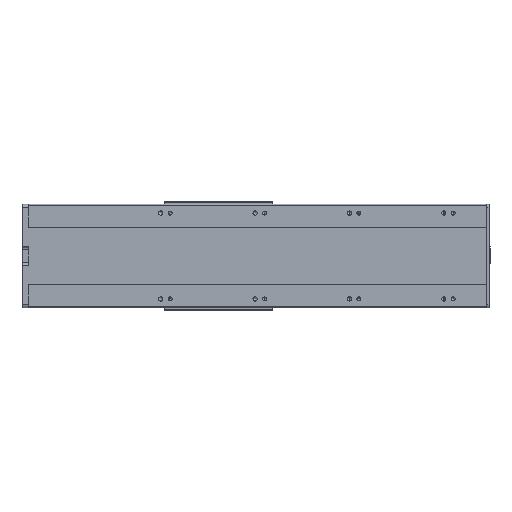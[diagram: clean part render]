
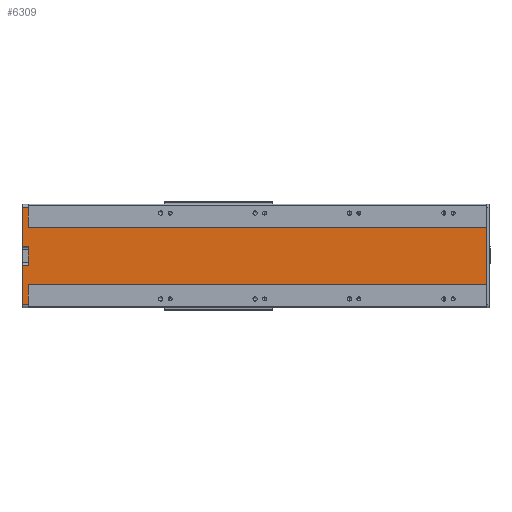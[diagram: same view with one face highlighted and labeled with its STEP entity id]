
A CAD part, front view. The second image highlights one B-rep face of the part: STEP entity #6309.
In plain terms, the highlighted planar face has unit normal (0, -1, 0).
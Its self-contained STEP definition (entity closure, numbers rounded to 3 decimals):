
#115 = CARTESIAN_POINT ( 'NONE',  ( 13., 1., 20. ) ) ;
#203 = FACE_OUTER_BOUND ( 'NONE', #18601, .T. ) ;
#378 = VERTEX_POINT ( 'NONE', #23913 ) ;
#414 = EDGE_CURVE ( 'NONE', #15483, #378, #18220, .T. ) ;
#471 = VERTEX_POINT ( 'NONE', #8725 ) ;
#565 = CARTESIAN_POINT ( 'NONE',  ( 984., 1., 60. ) ) ;
#1659 = ORIENTED_EDGE ( 'NONE', *, *, #21937, .T. ) ;
#1740 = VECTOR ( 'NONE', #3831, 1000. ) ;
#1867 = DIRECTION ( 'NONE',  ( 0., 1., 0. ) ) ;
#2292 = DIRECTION ( 'NONE',  ( -1., 0., 0. ) ) ;
#2941 = VERTEX_POINT ( 'NONE', #20670 ) ;
#3179 = DIRECTION ( 'NONE',  ( 0., 0., -1. ) ) ;
#3256 = VECTOR ( 'NONE', #15070, 1000. ) ;
#3300 = LINE ( 'NONE', #9212, #20292 ) ;
#3376 = VERTEX_POINT ( 'NONE', #20884 ) ;
#3421 = CARTESIAN_POINT ( 'NONE',  ( 0., 1., 103.5 ) ) ;
#3500 = CARTESIAN_POINT ( 'NONE',  ( 13., 1., 104. ) ) ;
#3693 = CARTESIAN_POINT ( 'NONE',  ( 984., 1., -60. ) ) ;
#3730 = VECTOR ( 'NONE', #2292, 1000. ) ;
#3831 = DIRECTION ( 'NONE',  ( -1., 0., 0. ) ) ;
#4863 = DIRECTION ( 'NONE',  ( -1., 0., 0. ) ) ;
#4945 = LINE ( 'NONE', #18559, #12631 ) ;
#5064 = EDGE_CURVE ( 'NONE', #17719, #471, #19298, .T. ) ;
#5502 = LINE ( 'NONE', #3693, #1740 ) ;
#5812 = CARTESIAN_POINT ( 'NONE',  ( 984., 1., 60. ) ) ;
#5847 = CARTESIAN_POINT ( 'NONE',  ( 984., 1., 60. ) ) ;
#6309 = ADVANCED_FACE ( 'NONE', ( #203 ), #15593, .F. ) ;
#6374 = VERTEX_POINT ( 'NONE', #18534 ) ;
#7237 = LINE ( 'NONE', #20767, #3256 ) ;
#7529 = CARTESIAN_POINT ( 'NONE',  ( 13., 1., -60. ) ) ;
#7577 = EDGE_CURVE ( 'NONE', #15483, #16313, #23295, .T. ) ;
#7732 = ORIENTED_EDGE ( 'NONE', *, *, #16194, .F. ) ;
#7852 = VECTOR ( 'NONE', #4863, 1000. ) ;
#7927 = AXIS2_PLACEMENT_3D ( 'NONE', #5847, #1867, #9680 ) ;
#8512 = DIRECTION ( 'NONE',  ( 0., 0., -1. ) ) ;
#8725 = CARTESIAN_POINT ( 'NONE',  ( 984., 1., -60. ) ) ;
#8735 = ORIENTED_EDGE ( 'NONE', *, *, #5064, .F. ) ;
#9190 = CARTESIAN_POINT ( 'NONE',  ( 13., 1., -103.5 ) ) ;
#9212 = CARTESIAN_POINT ( 'NONE',  ( 13., 1., 103.5 ) ) ;
#9504 = DIRECTION ( 'NONE',  ( 0., 0., 1. ) ) ;
#9680 = DIRECTION ( 'NONE',  ( 1., 0., 0. ) ) ;
#9783 = VECTOR ( 'NONE', #19289, 1000. ) ;
#10595 = CARTESIAN_POINT ( 'NONE',  ( 13., 1., 20. ) ) ;
#10748 = VERTEX_POINT ( 'NONE', #3421 ) ;
#11065 = ORIENTED_EDGE ( 'NONE', *, *, #7577, .T. ) ;
#11311 = CARTESIAN_POINT ( 'NONE',  ( 0., 1., 103.5 ) ) ;
#11663 = CARTESIAN_POINT ( 'NONE',  ( 13., 1., 60. ) ) ;
#11682 = EDGE_CURVE ( 'NONE', #22410, #6374, #23642, .T. ) ;
#12020 = ORIENTED_EDGE ( 'NONE', *, *, #25407, .T. ) ;
#12572 = EDGE_CURVE ( 'NONE', #2941, #378, #14171, .T. ) ;
#12631 = VECTOR ( 'NONE', #18300, 1000. ) ;
#13031 = VERTEX_POINT ( 'NONE', #14137 ) ;
#13114 = CARTESIAN_POINT ( 'NONE',  ( 13., 1., -103.5 ) ) ;
#13520 = DIRECTION ( 'NONE',  ( -1., 0., 0. ) ) ;
#13784 = CARTESIAN_POINT ( 'NONE',  ( 984., 1., 60. ) ) ;
#13869 = EDGE_CURVE ( 'NONE', #471, #16313, #5502, .T. ) ;
#14137 = CARTESIAN_POINT ( 'NONE',  ( 13., 1., 103.5 ) ) ;
#14171 = LINE ( 'NONE', #20212, #21791 ) ;
#14530 = VECTOR ( 'NONE', #9504, 1000. ) ;
#14812 = ORIENTED_EDGE ( 'NONE', *, *, #414, .F. ) ;
#14854 = VECTOR ( 'NONE', #19523, 1000. ) ;
#14872 = ORIENTED_EDGE ( 'NONE', *, *, #12572, .T. ) ;
#14984 = ORIENTED_EDGE ( 'NONE', *, *, #13869, .F. ) ;
#15043 = ORIENTED_EDGE ( 'NONE', *, *, #11682, .F. ) ;
#15070 = DIRECTION ( 'NONE',  ( -1., 0., 0. ) ) ;
#15256 = EDGE_CURVE ( 'NONE', #17719, #24542, #17881, .T. ) ;
#15483 = VERTEX_POINT ( 'NONE', #13114 ) ;
#15593 = PLANE ( 'NONE',  #7927 ) ;
#16111 = ORIENTED_EDGE ( 'NONE', *, *, #18414, .T. ) ;
#16194 = EDGE_CURVE ( 'NONE', #13031, #24542, #3300, .T. ) ;
#16313 = VERTEX_POINT ( 'NONE', #7529 ) ;
#17198 = LINE ( 'NONE', #11663, #14854 ) ;
#17486 = LINE ( 'NONE', #11311, #9783 ) ;
#17495 = DIRECTION ( 'NONE',  ( 0., 0., -1. ) ) ;
#17719 = VERTEX_POINT ( 'NONE', #565 ) ;
#17881 = LINE ( 'NONE', #13784, #18143 ) ;
#18143 = VECTOR ( 'NONE', #13520, 1000. ) ;
#18220 = LINE ( 'NONE', #9190, #7852 ) ;
#18300 = DIRECTION ( 'NONE',  ( -1., 0., 0. ) ) ;
#18414 = EDGE_CURVE ( 'NONE', #22410, #3376, #17198, .T. ) ;
#18534 = CARTESIAN_POINT ( 'NONE',  ( 0., 1., 20. ) ) ;
#18559 = CARTESIAN_POINT ( 'NONE',  ( 13., 1., 103.5 ) ) ;
#18601 = EDGE_LOOP ( 'NONE', ( #22728, #7732, #12020, #1659, #15043, #16111, #18920, #14872, #14812, #11065, #14984, #8735 ) ) ;
#18920 = ORIENTED_EDGE ( 'NONE', *, *, #21415, .T. ) ;
#19289 = DIRECTION ( 'NONE',  ( 0., 0., -1. ) ) ;
#19298 = LINE ( 'NONE', #5812, #23500 ) ;
#19523 = DIRECTION ( 'NONE',  ( 0., 0., -1. ) ) ;
#20212 = CARTESIAN_POINT ( 'NONE',  ( 0., 1., -20. ) ) ;
#20292 = VECTOR ( 'NONE', #3179, 1000. ) ;
#20670 = CARTESIAN_POINT ( 'NONE',  ( 0., 1., -20. ) ) ;
#20767 = CARTESIAN_POINT ( 'NONE',  ( 13., 1., -20. ) ) ;
#20884 = CARTESIAN_POINT ( 'NONE',  ( 13., 1., -20. ) ) ;
#21415 = EDGE_CURVE ( 'NONE', #3376, #2941, #7237, .T. ) ;
#21791 = VECTOR ( 'NONE', #8512, 1000. ) ;
#21937 = EDGE_CURVE ( 'NONE', #10748, #6374, #17486, .T. ) ;
#22410 = VERTEX_POINT ( 'NONE', #10595 ) ;
#22694 = CARTESIAN_POINT ( 'NONE',  ( 13., 1., 60. ) ) ;
#22728 = ORIENTED_EDGE ( 'NONE', *, *, #15256, .T. ) ;
#23295 = LINE ( 'NONE', #3500, #14530 ) ;
#23500 = VECTOR ( 'NONE', #17495, 1000. ) ;
#23642 = LINE ( 'NONE', #115, #3730 ) ;
#23913 = CARTESIAN_POINT ( 'NONE',  ( 0., 1., -103.5 ) ) ;
#24542 = VERTEX_POINT ( 'NONE', #22694 ) ;
#25407 = EDGE_CURVE ( 'NONE', #13031, #10748, #4945, .T. ) ;
